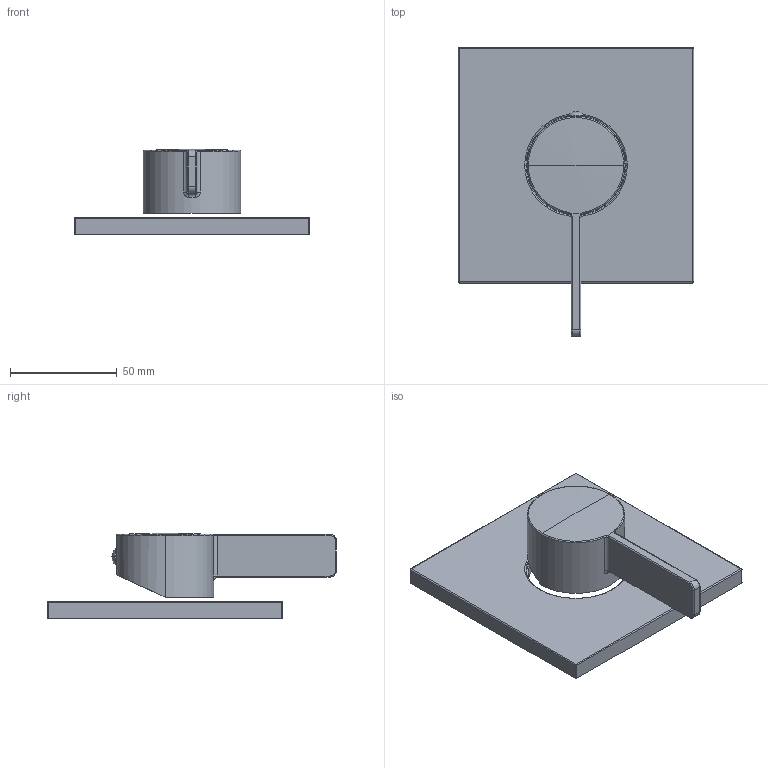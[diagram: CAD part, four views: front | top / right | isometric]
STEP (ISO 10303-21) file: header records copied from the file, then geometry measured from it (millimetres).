
FILE_DESCRIPTION((''),'2;1');
FILE_NAME('RO010CREST','2021-11-04T11:16:30',('ut3'),('PAFFONI SpA'),'CREO PARAMETRIC BY PTC INC, 2020044','CREO PARAMETRIC BY PTC INC, 2020044','');
FILE_SCHEMA(('CONFIG_CONTROL_DESIGN','SHAPE_APPEARANCE_LAYERS_GROUPS'));
Length unit declared in the file: millimetre
Products named in the file (1): RO010CREST
Bounding box: 110 x 135 x 40 mm (x, y, z)
Volume: 80070.4 mm3; surface area: 47343.2 mm2
Topology: 2 solids, 3 shells, 208 faces, 490 edges, 290 vertices
Faces by surface type: plane 73, cylinder 71, torus 29, cone 13, bspline 12, sphere 10
Entity records: 8554 total; most frequent: CARTESIAN_POINT 2288, DIRECTION 1025, ORIENTED_EDGE 972, EDGE_CURVE 486, AXIS2_PLACEMENT_3D 399, VERTEX_POINT 290, VECTOR 227, LINE 227
